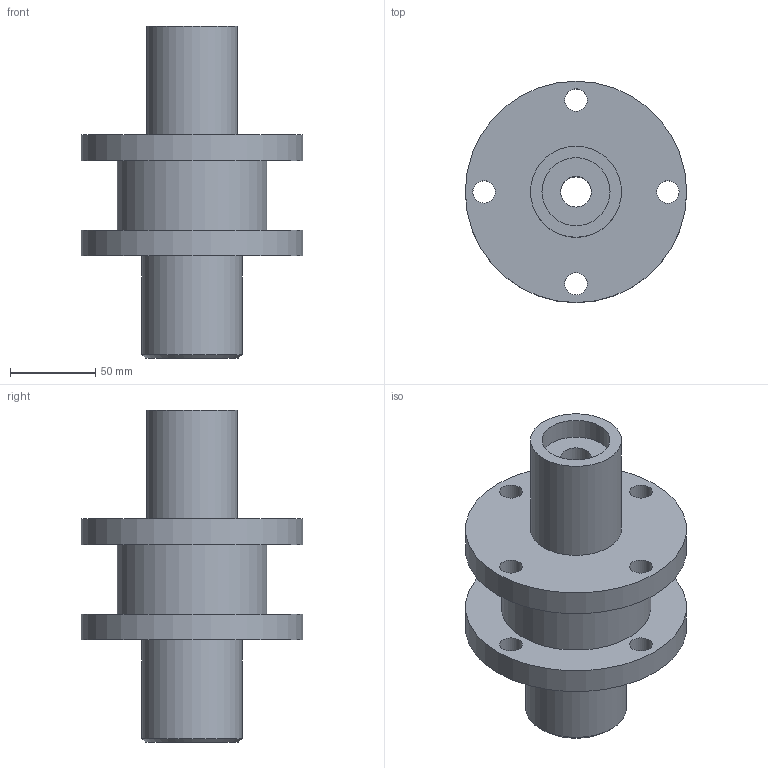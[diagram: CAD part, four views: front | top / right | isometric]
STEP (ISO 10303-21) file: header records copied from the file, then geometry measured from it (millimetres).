
FILE_DESCRIPTION(('FreeCAD Model'),'2;1');
FILE_NAME( 'MOYEU AV SIDE CAR.step', '2020-01-25T14:18:38',('Author'),(''), 'Open CASCADE STEP processor 7.3','FreeCAD','Unknown');
FILE_SCHEMA(('AUTOMOTIVE_DESIGN { 1 0 10303 214 1 1 1 1 }'));
Length unit declared in the file: millimetre
Products named in the file (1): Chamfer
Bounding box: 130 x 130 x 195 mm (x, y, z)
Volume: 865017 mm3; surface area: 101135 mm2
Topology: 1 solids, 1 shells, 25 faces, 50 edges, 33 vertices
Faces by surface type: cylinder 16, plane 8, cone 1
Full cylindrical faces by diameter (mm): 13.2 x8, 18 x1, 40 x2, 53.5 x1, 59 x1, 88 x1, 130 x2
Entity records: 1404 total; most frequent: CARTESIAN_POINT 271, DIRECTION 223, ORIENTED_EDGE 100, PCURVE 100, DEFINITIONAL_REPRESENTATION 100, LINE 83, VECTOR 83, AXIS2_PLACEMENT_3D 59
